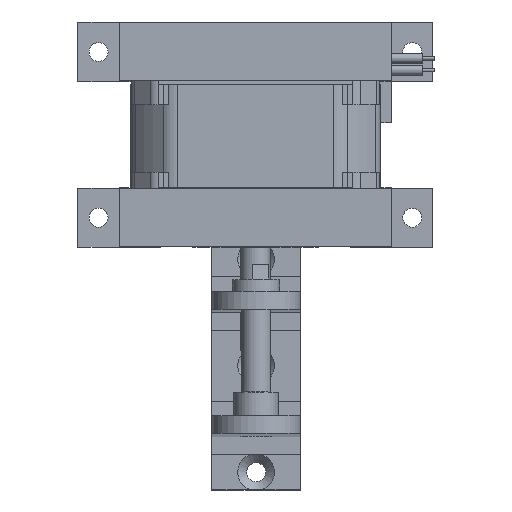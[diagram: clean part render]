
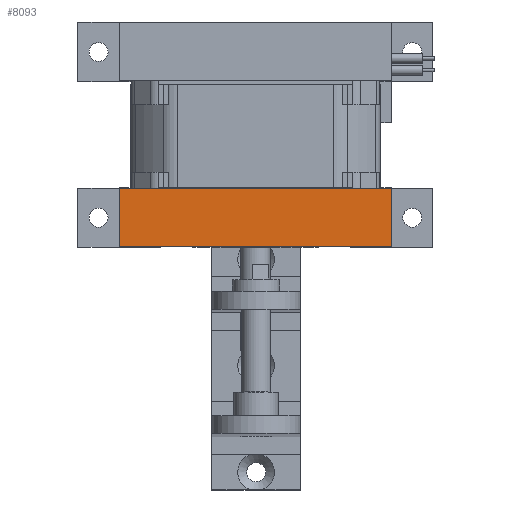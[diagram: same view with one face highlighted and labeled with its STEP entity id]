
A CAD part, top view. The second image highlights one B-rep face of the part: STEP entity #8093.
In plain terms, the highlighted planar face has unit normal (0, 0, 1).
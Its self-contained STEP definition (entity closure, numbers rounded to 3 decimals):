
#620=PLANE('',#9140);
#1096=FACE_OUTER_BOUND('',#1671,.T.);
#1671=EDGE_LOOP('',(#7396,#7397,#7398,#7399));
#2236=LINE('',#13863,#2888);
#2261=LINE('',#13915,#2913);
#2273=LINE('',#13939,#2925);
#2279=LINE('',#13951,#2931);
#2888=VECTOR('',#11460,10.);
#2913=VECTOR('',#11505,10.);
#2925=VECTOR('',#11525,10.);
#2931=VECTOR('',#11537,10.);
#4111=VERTEX_POINT('',#13860);
#4112=VERTEX_POINT('',#13862);
#4129=VERTEX_POINT('',#13913);
#4137=VERTEX_POINT('',#13937);
#5195=EDGE_CURVE('',#4112,#4111,#2236,.T.);
#5222=EDGE_CURVE('',#4129,#4111,#2261,.T.);
#5234=EDGE_CURVE('',#4137,#4129,#2273,.T.);
#5240=EDGE_CURVE('',#4112,#4137,#2279,.T.);
#7396=ORIENTED_EDGE('',*,*,#5234,.F.);
#7397=ORIENTED_EDGE('',*,*,#5240,.F.);
#7398=ORIENTED_EDGE('',*,*,#5195,.T.);
#7399=ORIENTED_EDGE('',*,*,#5222,.F.);
#8093=ADVANCED_FACE('',(#1096),#620,.T.);
#9140=AXIS2_PLACEMENT_3D('',#13950,#11535,#11536);
#11460=DIRECTION('',(0.,-1.,0.));
#11505=DIRECTION('',(-1.,0.,0.));
#11525=DIRECTION('',(0.,-1.,0.));
#11535=DIRECTION('center_axis',(0.,0.,
1.));
#11536=DIRECTION('ref_axis',(0.,-1.,0.));
#11537=DIRECTION('',(1.,0.,0.));
#13860=CARTESIAN_POINT('',(-15.617,11.,44.));
#13862=CARTESIAN_POINT('',(-15.617,20.95,44.));
#13863=CARTESIAN_POINT('',(-15.617,20.95,44.));
#13913=CARTESIAN_POINT('',(30.383,11.,44.));
#13915=CARTESIAN_POINT('',(30.383,11.,44.));
#13937=CARTESIAN_POINT('',(30.383,20.95,44.));
#13939=CARTESIAN_POINT('',(30.383,20.95,44.));
#13950=CARTESIAN_POINT('Origin',(28.383,20.95,44.));
#13951=CARTESIAN_POINT('',(28.383,20.95,44.));
